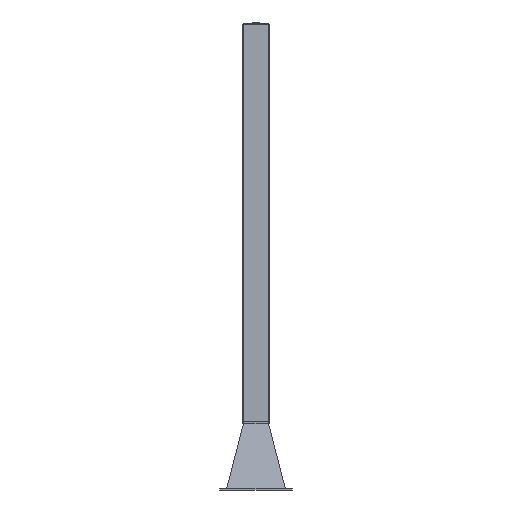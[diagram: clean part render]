
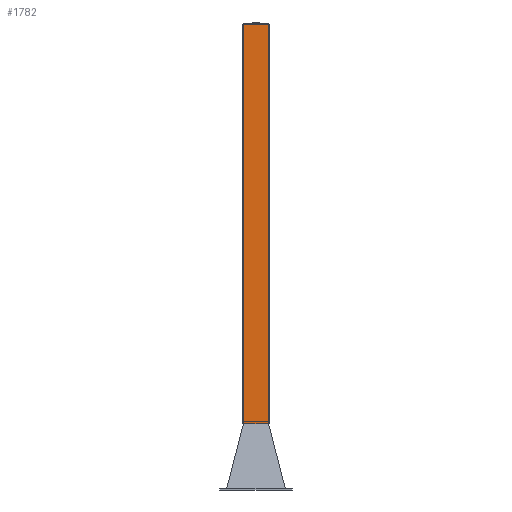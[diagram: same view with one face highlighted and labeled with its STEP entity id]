
A CAD part, left-side view. The second image highlights one B-rep face of the part: STEP entity #1782.
In plain terms, the highlighted planar face has unit normal (-1, 0, 0).
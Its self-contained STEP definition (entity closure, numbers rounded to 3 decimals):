
#1782=ADVANCED_FACE('',(#3186),#3187,.F.);
#3186=FACE_OUTER_BOUND('',#4583,.T.);
#3187=PLANE('',#4584);
#4583=EDGE_LOOP('',(#6645,#6646,#6647,#6648));
#4584=AXIS2_PLACEMENT_3D('',#6649,#6650,#6651);
#6645=ORIENTED_EDGE('',*,*,#8791,.F.);
#6646=ORIENTED_EDGE('',*,*,#8792,.T.);
#6647=ORIENTED_EDGE('',*,*,#8793,.T.);
#6648=ORIENTED_EDGE('',*,*,#8794,.T.);
#6649=CARTESIAN_POINT('',(-100.0,180.556,27.778));
#6650=DIRECTION('',(1.0,0.0,0.0));
#6651=DIRECTION('',(0.0,0.0,-1.0));
#8791=EDGE_CURVE('',#10157,#10158,#10159,.T.);
#8792=EDGE_CURVE('',#10157,#10160,#10161,.T.);
#8793=EDGE_CURVE('',#10160,#10162,#10163,.T.);
#8794=EDGE_CURVE('',#10162,#10158,#10164,.F.);
#10157=VERTEX_POINT('',#13275);
#10158=VERTEX_POINT('',#13276);
#10159=LINE('',#13277,#13278);
#10160=VERTEX_POINT('',#13279);
#10161=LINE('',#13280,#13281);
#10162=VERTEX_POINT('',#13282);
#10163=LINE('',#13283,#13284);
#10164=LINE('',#13285,#13286);
#13275=CARTESIAN_POINT('',(-100.0,171.556,27.778));
#13276=CARTESIAN_POINT('',(-100.0,-10.444,27.778));
#13277=CARTESIAN_POINT('',(-100.0,180.556,27.778));
#13278=VECTOR('',#15446,1.0);
#13279=CARTESIAN_POINT('',(-100.0,171.556,-2972.222));
#13280=CARTESIAN_POINT('',(-100.0,171.556,27.778));
#13281=VECTOR('',#15447,1.0);
#13282=CARTESIAN_POINT('',(-100.0,-10.444,-2972.222));
#13283=CARTESIAN_POINT('',(-100.0,180.556,-2972.222));
#13284=VECTOR('',#15448,1.0);
#13285=CARTESIAN_POINT('',(-100.0,-10.444,27.778));
#13286=VECTOR('',#15449,1.0);
#15446=DIRECTION('',(0.0,-1.0,0.0));
#15447=DIRECTION('',(0.0,0.0,-1.0));
#15448=DIRECTION('',(0.0,-1.0,0.0));
#15449=DIRECTION('',(0.0,0.0,-1.0));
